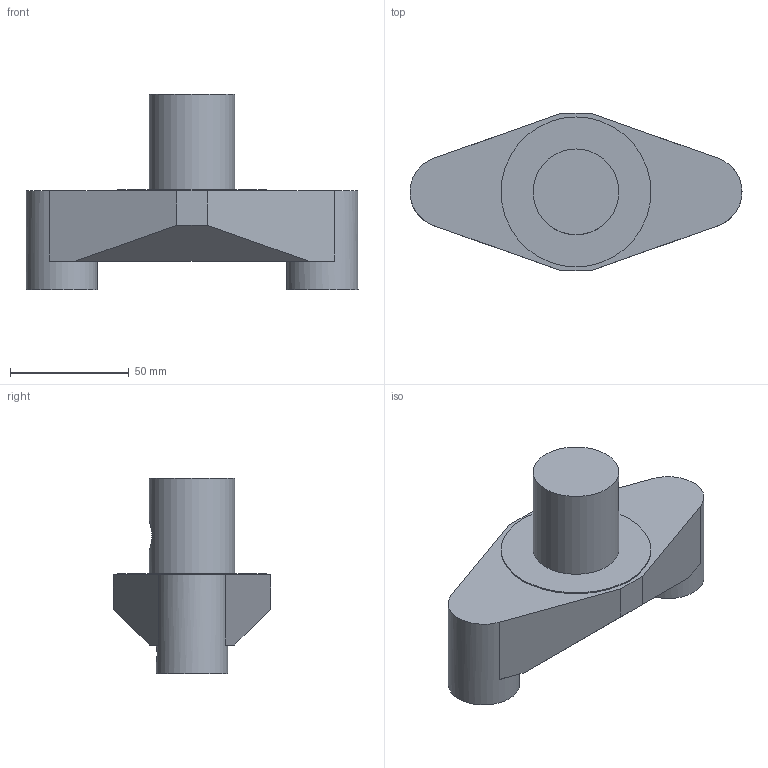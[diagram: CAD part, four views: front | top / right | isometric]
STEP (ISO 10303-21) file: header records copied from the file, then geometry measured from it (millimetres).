
FILE_DESCRIPTION((''),'1');
FILE_NAME('CKB63-SL5077-42.stp','2022-09-29T00:47:41',(''),(''),'Spatial Interop R21 SP3','Kubotek KeyCreator 2011 V10.0.2 (22737)',' ');
FILE_SCHEMA(('automotive_design'));
Length unit declared in the file: millimetre
Products named in the file (1): 240[2]
Bounding box: 139.5 x 66 x 82 mm (x, y, z)
Volume: 223999.7 mm3; surface area: 30622.8 mm2
Topology: 1 solids, 1 shells, 28 faces, 62 edges, 43 vertices
Faces by surface type: plane 19, cylinder 9
Full cylindrical faces by diameter (mm): 6.2 x2, 12.3 x1, 18 x2, 30 x2, 36 x1, 63 x1
Entity records: 1626 total; most frequent: CARTESIAN_POINT 444, DIRECTION 118, PRESENTATION_STYLE_ASSIGNMENT 107, COLOUR_RGB 107, ORIENTED_EDGE 98, STYLED_ITEM 78, CURVE_STYLE 78, DRAUGHTING_PRE_DEFINED_CURVE_FONT 78
